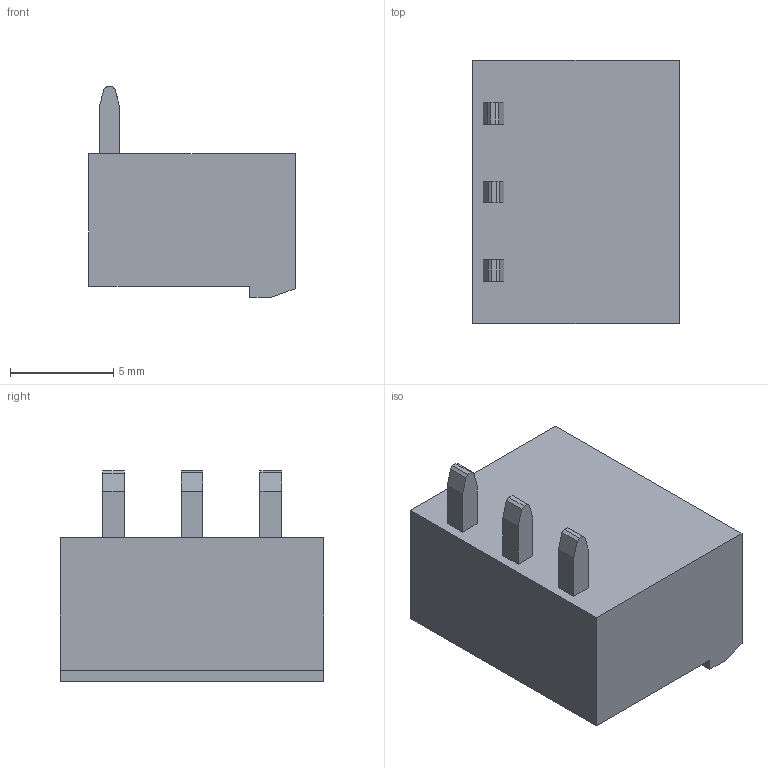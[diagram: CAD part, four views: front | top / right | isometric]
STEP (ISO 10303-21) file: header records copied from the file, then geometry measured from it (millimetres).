
FILE_DESCRIPTION (( 'STEP AP203' ), '1' );
FILE_NAME ('SOKETLI BASKILI DEVRE KLEMENSI - 3.81 MM ERKEK 90- 3LÜ.STEP', '2018-07-30T11:11:43', ( 'user' ), ( '' ), 'SwSTEP 2.0', 'SolidWorks 2016', '' );
FILE_SCHEMA (( 'CONFIG_CONTROL_DESIGN' ));
Length unit declared in the file: millimetre
Products named in the file (1): SOKETLI BASKILI DEVRE KLEMENSI - 3.81 MM ERKEK 90- 3LÜ
Bounding box: 10 x 12.76 x 10.21 mm (x, y, z)
Volume: 400.4 mm3; surface area: 1058.1 mm2
Topology: 1 solids, 1 shells, 149 faces, 414 edges, 276 vertices
Faces by surface type: plane 137, cylinder 12
Entity records: 4775 total; most frequent: CARTESIAN_POINT 840, ORIENTED_EDGE 828, DIRECTION 744, EDGE_CURVE 414, LINE 384, VECTOR 384, VERTEX_POINT 276, AXIS2_PLACEMENT_3D 180
